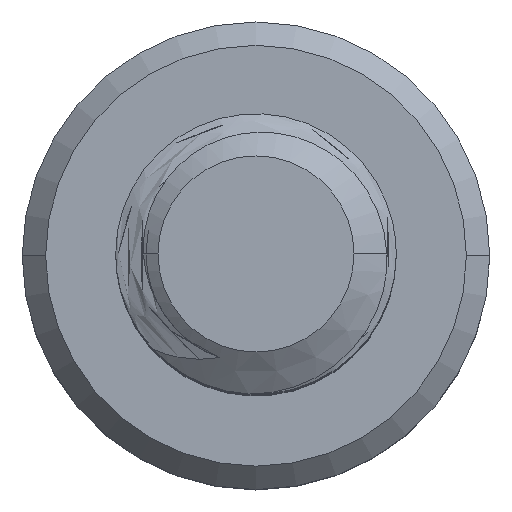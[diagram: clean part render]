
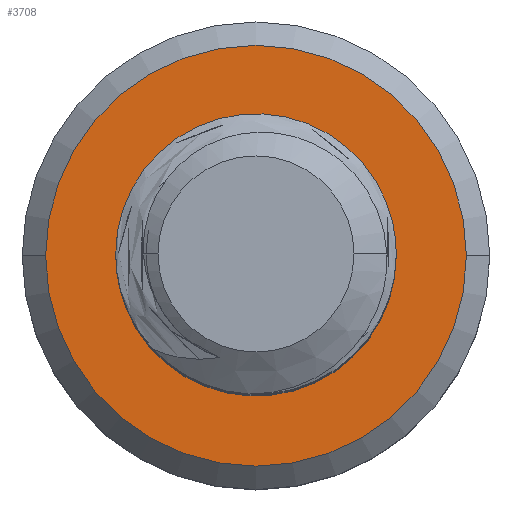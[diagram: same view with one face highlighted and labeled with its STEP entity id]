
A CAD part, top view. The second image highlights one B-rep face of the part: STEP entity #3708.
In plain terms, the highlighted planar face has unit normal (0, 0, 1).
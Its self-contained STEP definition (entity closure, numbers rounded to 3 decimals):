
#38 = VERTEX_POINT ( 'NONE', #1757 ) ;
#39 = CARTESIAN_POINT ( 'NONE',  ( 1.95, 1.991, -22. ) ) ;
#48 = CARTESIAN_POINT ( 'NONE',  ( -2.302, -1.302, -22. ) ) ;
#62 = CARTESIAN_POINT ( 'NONE',  ( 2.314, -0.863, -22. ) ) ;
#77 = CARTESIAN_POINT ( 'NONE',  ( -2.102, 2.141, -22. ) ) ;
#96 = CARTESIAN_POINT ( 'NONE',  ( 0., 0., -22. ) ) ;
#183 = EDGE_CURVE ( 'NONE', #5037, #4475, #3326, .T. ) ;
#268 = EDGE_CURVE ( 'NONE', #38, #4034, #3177, .T. ) ;
#371 = CIRCLE ( 'NONE', #1926, 4.5 ) ;
#497 = ORIENTED_EDGE ( 'NONE', *, *, #5160, .T. ) ;
#500 = CARTESIAN_POINT ( 'NONE',  ( 1.647, -1.677, -22. ) ) ;
#521 = CARTESIAN_POINT ( 'NONE',  ( 2.322, 1.44, -22. ) ) ;
#534 = CARTESIAN_POINT ( 'NONE',  ( -2.505, -0.962, -22. ) ) ;
#544 = CARTESIAN_POINT ( 'NONE',  ( 2.035, -1.317, -22. ) ) ;
#551 = EDGE_CURVE ( 'NONE', #856, #4398, #3869, .T. ) ;
#573 = DIRECTION ( 'NONE',  ( -1., 0., 0. ) ) ;
#658 = CARTESIAN_POINT ( 'NONE',  ( 0., 0., -22. ) ) ;
#749 = CARTESIAN_POINT ( 'NONE',  ( -4.5, 0., -22. ) ) ;
#856 = VERTEX_POINT ( 'NONE', #500 ) ;
#913 = CARTESIAN_POINT ( 'NONE',  ( 0., 0., -22. ) ) ;
#976 = CARTESIAN_POINT ( 'NONE',  ( 0., 3., -22. ) ) ;
#997 = CARTESIAN_POINT ( 'NONE',  ( 2.5, 0.945, -22. ) ) ;
#1005 = CARTESIAN_POINT ( 'NONE',  ( -2.659, -0.593, -22. ) ) ;
#1017 = CARTESIAN_POINT ( 'NONE',  ( 1.647, -1.677, -22. ) ) ;
#1137 = DIRECTION ( 'NONE',  ( -1., 0., 0. ) ) ;
#1392 = DIRECTION ( 'NONE',  ( 1., 0., 0. ) ) ;
#1475 = CARTESIAN_POINT ( 'NONE',  ( -1.051, -2.251, -22. ) ) ;
#1486 = CARTESIAN_POINT ( 'NONE',  ( 2.572, 0.552, -22. ) ) ;
#1502 = CARTESIAN_POINT ( 'NONE',  ( -2.757, -0.209, -22. ) ) ;
#1726 = CARTESIAN_POINT ( 'NONE',  ( 0., 0., -22. ) ) ;
#1757 = CARTESIAN_POINT ( 'NONE',  ( 0., 3., -22. ) ) ;
#1926 = AXIS2_PLACEMENT_3D ( 'NONE', #96, #3465, #573 ) ;
#1954 = CARTESIAN_POINT ( 'NONE',  ( 1.023, 2.73, -22. ) ) ;
#1962 = EDGE_CURVE ( 'NONE', #38, #856, #4741, .T. ) ;
#1968 = CARTESIAN_POINT ( 'NONE',  ( -1.642, -1.95, -22. ) ) ;
#1978 = CARTESIAN_POINT ( 'NONE',  ( 2.583, 0.156, -22. ) ) ;
#1988 = CARTESIAN_POINT ( 'NONE',  ( -2.806, 0.454, -22. ) ) ;
#2227 = DIRECTION ( 'NONE',  ( 1., 0., 0. ) ) ;
#2285 = ORIENTED_EDGE ( 'NONE', *, *, #1962, .T. ) ;
#2388 = DIRECTION ( 'NONE',  ( 0., 0., -1. ) ) ;
#2458 = CARTESIAN_POINT ( 'NONE',  ( 1.574, 2.365, -22. ) ) ;
#2467 = CARTESIAN_POINT ( 'NONE',  ( -1.954, -1.703, -22. ) ) ;
#2478 = CARTESIAN_POINT ( 'NONE',  ( 2.532, -0.24, -22. ) ) ;
#2495 = CARTESIAN_POINT ( 'NONE',  ( -2.644, 1.234, -22. ) ) ;
#2671 = FACE_OUTER_BOUND ( 'NONE', #2798, .T. ) ;
#2798 = EDGE_LOOP ( 'NONE', ( #2989, #497 ) ) ;
#2800 = AXIS2_PLACEMENT_3D ( 'NONE', #5158, #2388, #5613 ) ;
#2944 = CARTESIAN_POINT ( 'NONE',  ( 1.863, 2.09, -22. ) ) ;
#2957 = CARTESIAN_POINT ( 'NONE',  ( -2.222, -1.411, -22. ) ) ;
#2968 = CARTESIAN_POINT ( 'NONE',  ( 2.42, -0.621, -22. ) ) ;
#2980 = CARTESIAN_POINT ( 'NONE',  ( -2.274, 1.937, -22. ) ) ;
#2989 = ORIENTED_EDGE ( 'NONE', *, *, #183, .T. ) ;
#3177 = CIRCLE ( 'NONE', #5252, 3. ) ;
#3222 = CARTESIAN_POINT ( 'NONE',  ( 0., -2.35, -22. ) ) ;
#3326 = CIRCLE ( 'NONE', #3733, 4.5 ) ;
#3389 = CARTESIAN_POINT ( 'NONE',  ( -0.266, -2.379, -22. ) ) ;
#3413 = CARTESIAN_POINT ( 'NONE',  ( 2.189, 1.676, -22. ) ) ;
#3425 = CARTESIAN_POINT ( 'NONE',  ( -2.443, -1.078, -22. ) ) ;
#3430 = CARTESIAN_POINT ( 'NONE',  ( 2.251, -0.981, -22. ) ) ;
#3465 = DIRECTION ( 'NONE',  ( 0., 0., 1. ) ) ;
#3708 = ADVANCED_FACE ( 'NONE', ( #2671, #5616 ), #4712, .F. ) ;
#3713 = CARTESIAN_POINT ( 'NONE',  ( 0., -2.35, -22. ) ) ;
#3733 = AXIS2_PLACEMENT_3D ( 'NONE', #658, #4012, #1137 ) ;
#3771 = CARTESIAN_POINT ( 'NONE',  ( 4.5, 0., -22. ) ) ;
#3808 = AXIS2_PLACEMENT_3D ( 'NONE', #1726, #5011, #2227 ) ;
#3860 = CARTESIAN_POINT ( 'NONE',  ( 0.266, 2.978, -22. ) ) ;
#3869 = CIRCLE ( 'NONE', #3808, 2.35 ) ;
#3877 = CARTESIAN_POINT ( 'NONE',  ( 2.463, 1.071, -22. ) ) ;
#3889 = CARTESIAN_POINT ( 'NONE',  ( -2.613, -0.719, -22. ) ) ;
#3898 = CARTESIAN_POINT ( 'NONE',  ( 1.859, -1.513, -22. ) ) ;
#4012 = DIRECTION ( 'NONE',  ( 0., 0., 1. ) ) ;
#4034 = VERTEX_POINT ( 'NONE', #4147 ) ;
#4147 = CARTESIAN_POINT ( 'NONE',  ( -2.102, 2.141, -22. ) ) ;
#4213 = EDGE_LOOP ( 'NONE', ( #5347, #2285, #5946, #4621 ) ) ;
#4248 = DIRECTION ( 'NONE',  ( 0., 0., 1. ) ) ;
#4270 = B_SPLINE_CURVE_WITH_KNOTS ( 'NONE', 3,
 ( #3222, #3389, #4317, #1475, #4786, #1968, #5237, #2467, #5689, #2957, #48, #3425, #534, #3889, #1005, #4341, #1502, #4803, #1988, #5257, #2495, #5707, #2980, #77 ),
 .UNSPECIFIED., .F., .F.,
 ( 4, 2, 2, 2, 2, 2, 2, 2, 2, 2, 2, 4 ),
 ( 0., 0.001, 0.002, 0.002, 0.002, 0.003, 0.003, 0.004, 0.004, 0.005, 0.006, 0.006 ),
 .UNSPECIFIED. ) ;
#4317 = CARTESIAN_POINT ( 'NONE',  ( -0.53, -2.364, -22. ) ) ;
#4328 = CARTESIAN_POINT ( 'NONE',  ( 2.555, 0.685, -22. ) ) ;
#4341 = CARTESIAN_POINT ( 'NONE',  ( -2.73, -0.338, -22. ) ) ;
#4398 = VERTEX_POINT ( 'NONE', #3713 ) ;
#4475 = VERTEX_POINT ( 'NONE', #3771 ) ;
#4621 = ORIENTED_EDGE ( 'NONE', *, *, #5136, .T. ) ;
#4712 = PLANE ( 'NONE',  #2800 ) ;
#4741 = B_SPLINE_CURVE_WITH_KNOTS ( 'NONE', 3,
 ( #976, #3860, #4777, #1954, #5227, #2458, #5675, #2944, #39, #3413, #521, #3877, #997, #4328, #1486, #4793, #1978, #5246, #2478, #5697, #2968, #62, #3430, #544, #3898, #1017 ),
 .UNSPECIFIED., .F., .F.,
 ( 4, 2, 2, 2, 2, 2, 2, 2, 2, 2, 2, 2, 4 ),
 ( 0., 0.001, 0.002, 0.002, 0.002, 0.003, 0.004, 0.004, 0.004, 0.005, 0.005, 0.006, 0.006 ),
 .UNSPECIFIED. ) ;
#4777 = CARTESIAN_POINT ( 'NONE',  ( 0.524, 2.919, -22. ) ) ;
#4786 = CARTESIAN_POINT ( 'NONE',  ( -1.298, -2.154, -22. ) ) ;
#4793 = CARTESIAN_POINT ( 'NONE',  ( 2.586, 0.287, -22. ) ) ;
#4803 = CARTESIAN_POINT ( 'NONE',  ( -2.809, 0.184, -22. ) ) ;
#5011 = DIRECTION ( 'NONE',  ( 0., 0., -1. ) ) ;
#5037 = VERTEX_POINT ( 'NONE', #749 ) ;
#5136 = EDGE_CURVE ( 'NONE', #4398, #4034, #4270, .T. ) ;
#5158 = CARTESIAN_POINT ( 'NONE',  ( 0., 0., -22. ) ) ;
#5160 = EDGE_CURVE ( 'NONE', #4475, #5037, #371, .T. ) ;
#5227 = CARTESIAN_POINT ( 'NONE',  ( 1.255, 2.602, -22. ) ) ;
#5237 = CARTESIAN_POINT ( 'NONE',  ( -1.751, -1.873, -22. ) ) ;
#5246 = CARTESIAN_POINT ( 'NONE',  ( 2.556, -0.107, -22. ) ) ;
#5252 = AXIS2_PLACEMENT_3D ( 'NONE', #913, #4248, #1392 ) ;
#5257 = CARTESIAN_POINT ( 'NONE',  ( -2.724, 0.975, -22. ) ) ;
#5347 = ORIENTED_EDGE ( 'NONE', *, *, #268, .F. ) ;
#5613 = DIRECTION ( 'NONE',  ( -1., 0., 0. ) ) ;
#5616 = FACE_BOUND ( 'NONE', #4213, .T. ) ;
#5675 = CARTESIAN_POINT ( 'NONE',  ( 1.675, 2.277, -22. ) ) ;
#5689 = CARTESIAN_POINT ( 'NONE',  ( -2.048, -1.611, -22. ) ) ;
#5697 = CARTESIAN_POINT ( 'NONE',  ( 2.464, -0.497, -22. ) ) ;
#5707 = CARTESIAN_POINT ( 'NONE',  ( -2.419, 1.711, -22. ) ) ;
#5946 = ORIENTED_EDGE ( 'NONE', *, *, #551, .T. ) ;
